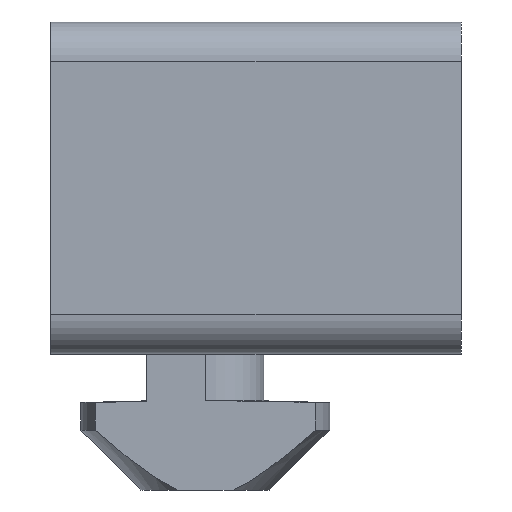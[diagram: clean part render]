
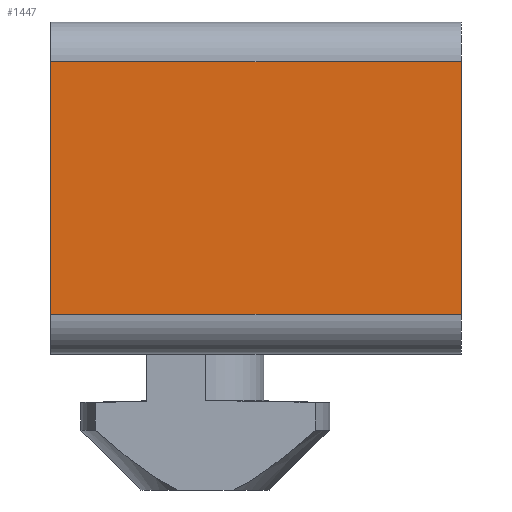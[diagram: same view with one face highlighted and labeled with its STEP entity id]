
A CAD part, left-side view. The second image highlights one B-rep face of the part: STEP entity #1447.
In plain terms, the highlighted planar face has unit normal (-1, 0, 0).
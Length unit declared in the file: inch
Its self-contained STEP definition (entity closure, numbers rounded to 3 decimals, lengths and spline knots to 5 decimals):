
#483=CARTESIAN_POINT('',(-0.60102,-0.51729,0.6267));
#484=VERTEX_POINT('',#483);
#492=CARTESIAN_POINT('',(-0.60102,-0.51729,0.12));
#493=VERTEX_POINT('',#492);
#494=CARTESIAN_POINT('',(-0.60102,-0.51729,0.12));
#495=DIRECTION('',(0.0,0.0,1.0));
#496=VECTOR('',#495,0.5067);
#497=LINE('',#494,#496);
#498=EDGE_CURVE('',#493,#484,#497,.T.);
#664=CARTESIAN_POINT('',(-0.60102,0.30771,0.6267));
#665=VERTEX_POINT('',#664);
#673=CARTESIAN_POINT('',(-0.60102,0.30771,0.6267));
#674=DIRECTION('',(0.0,-1.0,0.0));
#675=VECTOR('',#674,0.825);
#676=LINE('',#673,#675);
#677=EDGE_CURVE('',#665,#484,#676,.T.);
#688=CARTESIAN_POINT('',(-0.60102,0.30771,0.12));
#689=VERTEX_POINT('',#688);
#690=CARTESIAN_POINT('',(-0.60102,-0.51729,0.12));
#691=DIRECTION('',(0.0,1.0,0.0));
#692=VECTOR('',#691,0.825);
#693=LINE('',#690,#692);
#694=EDGE_CURVE('',#493,#689,#693,.T.);
#1431=CARTESIAN_POINT('',(-0.60102,0.30771,0.04));
#1432=DIRECTION('',(-1.0,0.0,0.0));
#1433=DIRECTION('',(0.0,-1.0,0.0));
#1434=AXIS2_PLACEMENT_3D('',#1431,#1432,#1433);
#1435=PLANE('',#1434);
#1436=ORIENTED_EDGE('',*,*,#677,.F.);
#1437=CARTESIAN_POINT('',(-0.60102,0.30771,0.6267));
#1438=DIRECTION('',(0.0,0.0,-1.0));
#1439=VECTOR('',#1438,0.5067);
#1440=LINE('',#1437,#1439);
#1441=EDGE_CURVE('',#665,#689,#1440,.T.);
#1442=ORIENTED_EDGE('',*,*,#1441,.T.);
#1443=ORIENTED_EDGE('',*,*,#694,.F.);
#1444=ORIENTED_EDGE('',*,*,#498,.T.);
#1445=EDGE_LOOP('',(#1436,#1442,#1443,#1444));
#1446=FACE_OUTER_BOUND('',#1445,.T.);
#1447=ADVANCED_FACE('',(#1446),#1435,.T.);
